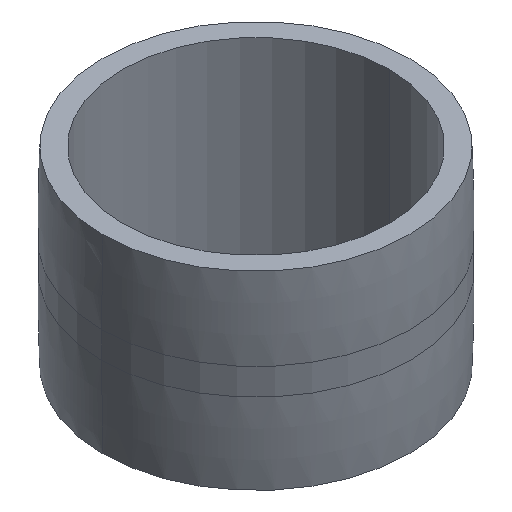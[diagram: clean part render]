
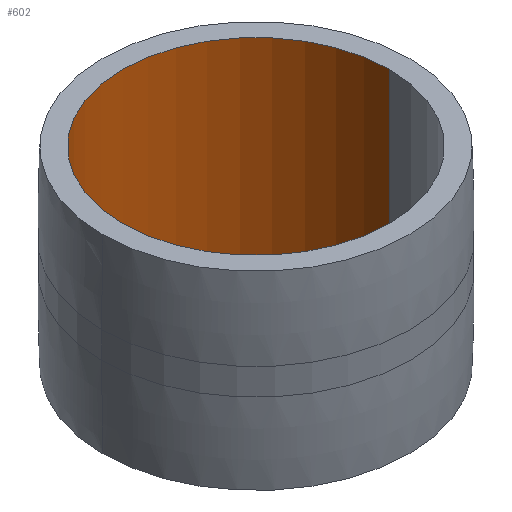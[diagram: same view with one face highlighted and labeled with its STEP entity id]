
A CAD part, isometric view. The second image highlights one B-rep face of the part: STEP entity #602.
In plain terms, the highlighted cylindrical face has radius 225 mm (diameter 450 mm), a partial arc.
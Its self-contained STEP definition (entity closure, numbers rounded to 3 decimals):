
#18 = EDGE_CURVE ( 'NONE', #519, #1281, #1294, .T. ) ;
#60 = ORIENTED_EDGE ( 'NONE', *, *, #1120, .F. ) ;
#114 = CARTESIAN_POINT ( 'NONE',  ( -225., 0., -160. ) ) ;
#143 = CIRCLE ( 'NONE', #739, 225. ) ;
#202 = DIRECTION ( 'NONE',  ( 0., 0., 1. ) ) ;
#210 = DIRECTION ( 'NONE',  ( 1., 0., 0. ) ) ;
#241 = CARTESIAN_POINT ( 'NONE',  ( 225., 0., 0. ) ) ;
#262 = EDGE_CURVE ( 'NONE', #519, #677, #381, .T. ) ;
#268 = VECTOR ( 'NONE', #900, 1000. ) ;
#345 = VECTOR ( 'NONE', #614, 1000. ) ;
#368 = VERTEX_POINT ( 'NONE', #446 ) ;
#381 = LINE ( 'NONE', #241, #345 ) ;
#428 = LINE ( 'NONE', #805, #268 ) ;
#440 = DIRECTION ( 'NONE',  ( 0., 0., 1. ) ) ;
#446 = CARTESIAN_POINT ( 'NONE',  ( -225., 0., 160. ) ) ;
#470 = ORIENTED_EDGE ( 'NONE', *, *, #18, .F. ) ;
#519 = VERTEX_POINT ( 'NONE', #1402 ) ;
#590 = DIRECTION ( 'NONE',  ( 1., 0., 0. ) ) ;
#592 = FACE_OUTER_BOUND ( 'NONE', #636, .T. ) ;
#600 = CARTESIAN_POINT ( 'NONE',  ( 225., 0., 160. ) ) ;
#602 = ADVANCED_FACE ( 'NONE', ( #592 ), #1208, .F. ) ;
#614 = DIRECTION ( 'NONE',  ( 0., 0., 1. ) ) ;
#628 = EDGE_CURVE ( 'NONE', #677, #368, #143, .T. ) ;
#636 = EDGE_LOOP ( 'NONE', ( #60, #470, #1228, #1538 ) ) ;
#677 = VERTEX_POINT ( 'NONE', #600 ) ;
#739 = AXIS2_PLACEMENT_3D ( 'NONE', #976, #202, #210 ) ;
#805 = CARTESIAN_POINT ( 'NONE',  ( -225., 0., 0. ) ) ;
#847 = CARTESIAN_POINT ( 'NONE',  ( 0., 0., 0. ) ) ;
#900 = DIRECTION ( 'NONE',  ( 0., 0., 1. ) ) ;
#916 = AXIS2_PLACEMENT_3D ( 'NONE', #1415, #440, #590 ) ;
#976 = CARTESIAN_POINT ( 'NONE',  ( 0., 0., 160. ) ) ;
#1080 = DIRECTION ( 'NONE',  ( 1., 0., 0. ) ) ;
#1120 = EDGE_CURVE ( 'NONE', #1281, #368, #428, .T. ) ;
#1208 = CYLINDRICAL_SURFACE ( 'NONE', #1576, 225. ) ;
#1228 = ORIENTED_EDGE ( 'NONE', *, *, #262, .T. ) ;
#1281 = VERTEX_POINT ( 'NONE', #114 ) ;
#1294 = CIRCLE ( 'NONE', #916, 225. ) ;
#1402 = CARTESIAN_POINT ( 'NONE',  ( 225., 0., -160. ) ) ;
#1415 = CARTESIAN_POINT ( 'NONE',  ( 0., 0., -160. ) ) ;
#1437 = DIRECTION ( 'NONE',  ( 0., 0., 1. ) ) ;
#1538 = ORIENTED_EDGE ( 'NONE', *, *, #628, .T. ) ;
#1576 = AXIS2_PLACEMENT_3D ( 'NONE', #847, #1437, #1080 ) ;
